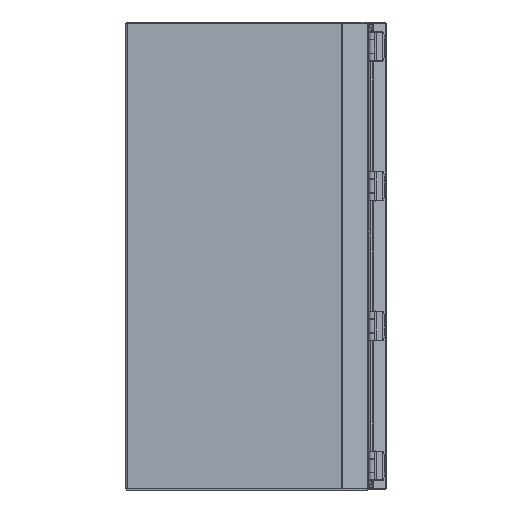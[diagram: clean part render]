
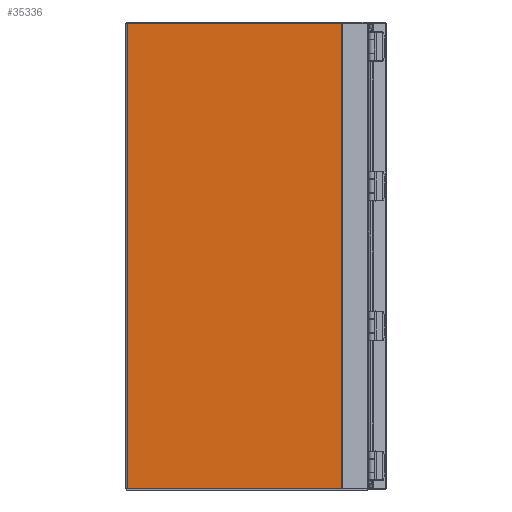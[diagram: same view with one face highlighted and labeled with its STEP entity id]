
A CAD part, left-side view. The second image highlights one B-rep face of the part: STEP entity #35336.
In plain terms, the highlighted planar face has unit normal (-1, 0, 0).
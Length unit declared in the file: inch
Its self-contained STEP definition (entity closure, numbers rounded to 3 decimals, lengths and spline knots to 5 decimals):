
#8067 = VECTOR ( 'NONE', #49114, 39.37008 ) ;
#8775 = CARTESIAN_POINT ( 'NONE',  ( -8.9171, 1.88, 11.94 ) ) ;
#10345 = CARTESIAN_POINT ( 'NONE',  ( -8.9171, 1.88, -11.94 ) ) ;
#20559 = EDGE_CURVE ( 'NONE', #45589, #42706, #26852, .T. ) ;
#23085 = VERTEX_POINT ( 'NONE', #73089 ) ;
#24062 = DIRECTION ( 'NONE',  ( 0., -1., 0. ) ) ;
#26852 = LINE ( 'NONE', #49600, #8067 ) ;
#34415 = EDGE_LOOP ( 'NONE', ( #74567, #92941, #84779, #69279 ) ) ;
#35336 = ADVANCED_FACE ( 'NONE', ( #85975 ), #57375, .T. ) ;
#35646 = CARTESIAN_POINT ( 'NONE',  ( -8.9171, -9.0781, -11.94 ) ) ;
#37892 = LINE ( 'NONE', #73428, #45578 ) ;
#39159 = CARTESIAN_POINT ( 'NONE',  ( -8.9171, -9.0781, 11.94 ) ) ;
#41825 = EDGE_CURVE ( 'NONE', #45589, #23085, #37892, .T. ) ;
#41890 = EDGE_CURVE ( 'NONE', #42706, #93791, #44801, .T. ) ;
#42706 = VERTEX_POINT ( 'NONE', #35646 ) ;
#44801 = LINE ( 'NONE', #82315, #75528 ) ;
#45578 = VECTOR ( 'NONE', #74911, 39.37008 ) ;
#45589 = VERTEX_POINT ( 'NONE', #10345 ) ;
#49114 = DIRECTION ( 'NONE',  ( 0., -1., 0. ) ) ;
#49457 = DIRECTION ( 'NONE',  ( -1., 0., 0. ) ) ;
#49600 = CARTESIAN_POINT ( 'NONE',  ( -8.9171, 1.88, -11.94 ) ) ;
#55642 = AXIS2_PLACEMENT_3D ( 'NONE', #78606, #49457, #79581 ) ;
#57375 = PLANE ( 'NONE',  #55642 ) ;
#58080 = VECTOR ( 'NONE', #24062, 39.37008 ) ;
#60138 = LINE ( 'NONE', #8775, #58080 ) ;
#69279 = ORIENTED_EDGE ( 'NONE', *, *, #41825, .F. ) ;
#73089 = CARTESIAN_POINT ( 'NONE',  ( -8.9171, 1.88, 11.94 ) ) ;
#73428 = CARTESIAN_POINT ( 'NONE',  ( -8.9171, 1.88, -11.94 ) ) ;
#74567 = ORIENTED_EDGE ( 'NONE', *, *, #20559, .T. ) ;
#74911 = DIRECTION ( 'NONE',  ( 0., 0., 1. ) ) ;
#75528 = VECTOR ( 'NONE', #82792, 39.37008 ) ;
#77809 = EDGE_CURVE ( 'NONE', #23085, #93791, #60138, .T. ) ;
#78606 = CARTESIAN_POINT ( 'NONE',  ( -8.9171, 2., -12. ) ) ;
#79581 = DIRECTION ( 'NONE',  ( 0., -1., 0. ) ) ;
#82315 = CARTESIAN_POINT ( 'NONE',  ( -8.9171, -9.0781, -11.94 ) ) ;
#82792 = DIRECTION ( 'NONE',  ( 0., 0., 1. ) ) ;
#84779 = ORIENTED_EDGE ( 'NONE', *, *, #77809, .F. ) ;
#85975 = FACE_OUTER_BOUND ( 'NONE', #34415, .T. ) ;
#92941 = ORIENTED_EDGE ( 'NONE', *, *, #41890, .T. ) ;
#93791 = VERTEX_POINT ( 'NONE', #39159 ) ;
